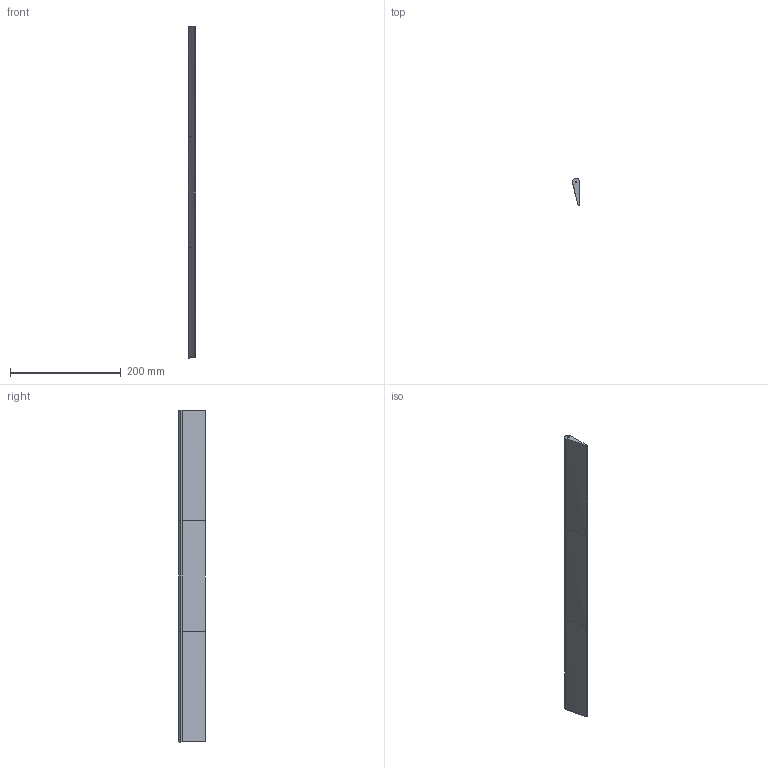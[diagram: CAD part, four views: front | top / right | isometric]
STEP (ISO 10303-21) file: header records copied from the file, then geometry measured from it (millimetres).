
FILE_DESCRIPTION(/* description */ (''),/* implementation_level */ '2;1');
FILE_NAME(/* name */ 'AlerionLeft_MIR1.stp',/* time_stamp */ '2026-01-25T14:21:44-05:00',/* author */ ('mateo'),/* organization */ (''),/* preprocessor_version */ 'ST-DEVELOPER v20.1',/* originating_system */ 'Autodesk Inventor 2026',/* authorisation */ '');
FILE_SCHEMA (('AUTOMOTIVE_DESIGN { 1 0 10303 214 3 1 1 }'));
Length unit declared in the file: millimetre
Products named in the file (1): AlerionLeft_MIR1
Bounding box: 12.68 x 48.5 x 600 mm (x, y, z)
Volume: 220761 mm3; surface area: 84469.6 mm2
Topology: 3 solids, 3 shells, 59 faces, 132 edges, 84 vertices
Faces by surface type: plane 29, bspline 18, cylinder 12
Full cylindrical faces by diameter (mm): 1.5 x4, 3 x3
Entity records: 2641 total; most frequent: CARTESIAN_POINT 1386, ORIENTED_EDGE 256, DIRECTION 210, EDGE_CURVE 128, VERTEX_POINT 84, AXIS2_PLACEMENT_3D 76, EDGE_LOOP 74, FACE_OUTER_BOUND 59
